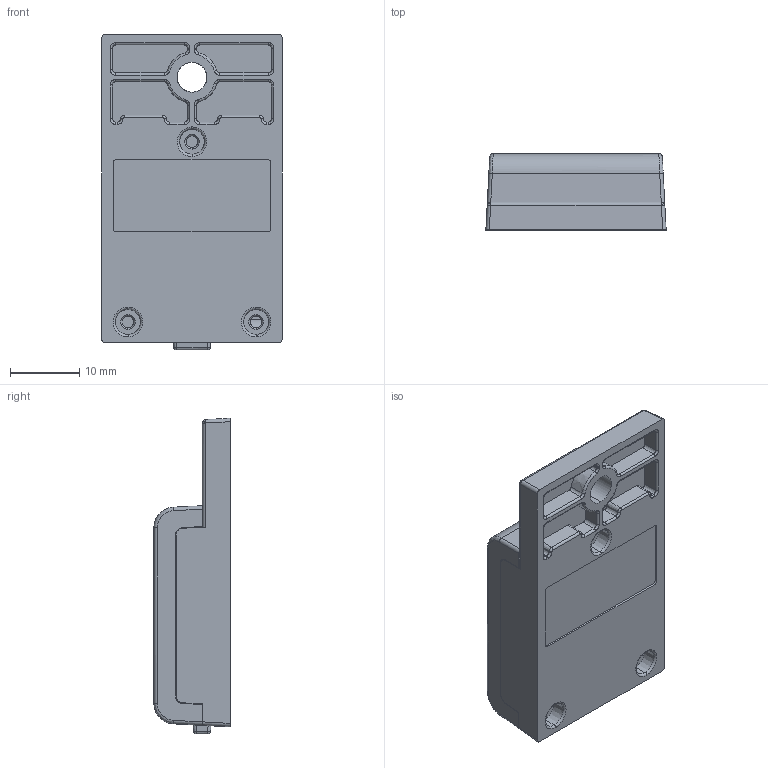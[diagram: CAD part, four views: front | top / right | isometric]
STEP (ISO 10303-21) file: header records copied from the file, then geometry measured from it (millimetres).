
FILE_DESCRIPTION (( 'STEP AP203' ), '1' );
FILE_NAME ('LIGHT-SENSOR.STEP', '2007-08-26T00:52:10', ( 'Innovation First, Inc.' ), ( 'Innovation First, Inc.' ), 'SwSTEP 2.0', 'SolidWorks 2006052', '' );
FILE_SCHEMA (( 'CONFIG_CONTROL_DESIGN' ));
Length unit declared in the file: inch
Products named in the file (5): LIGHT-SENSOR-BOT; LIGHT-SENSOR-WIRE-SLEEVE; LIGHT-SENSOR-PCB; LIGHT-SENSOR-TOP; LIGHT-SENSOR
Assembly tree (4 placements, depth 2):
  LIGHT-SENSOR
    LIGHT-SENSOR-BOT
    LIGHT-SENSOR-WIRE-SLEEVE
    LIGHT-SENSOR-TOP
    LIGHT-SENSOR-PCB
Bounding box: 26 x 11 x 45.5 mm (x, y, z)
Volume: 5485.3 mm3; surface area: 8478.4 mm2
Topology: 4 solids, 4 shells, 560 faces, 1485 edges, 925 vertices
Faces by surface type: plane 238, cylinder 164, bspline 100, cone 58
Entity records: 20913 total; most frequent: CARTESIAN_POINT 7386, ORIENTED_EDGE 2906, DIRECTION 2510, EDGE_CURVE 1453, VERTEX_POINT 925, AXIS2_PLACEMENT_3D 864, VECTOR 782, LINE 782
